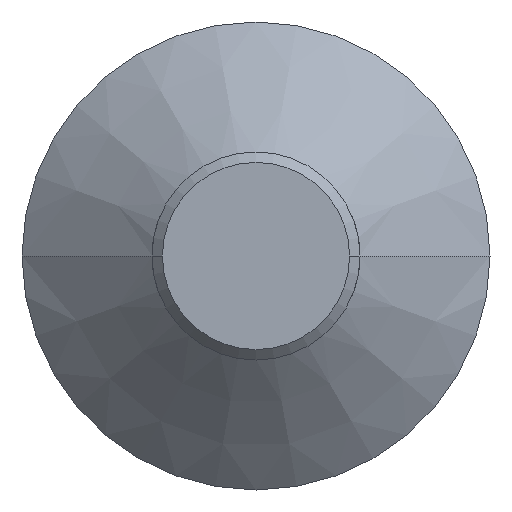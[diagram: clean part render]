
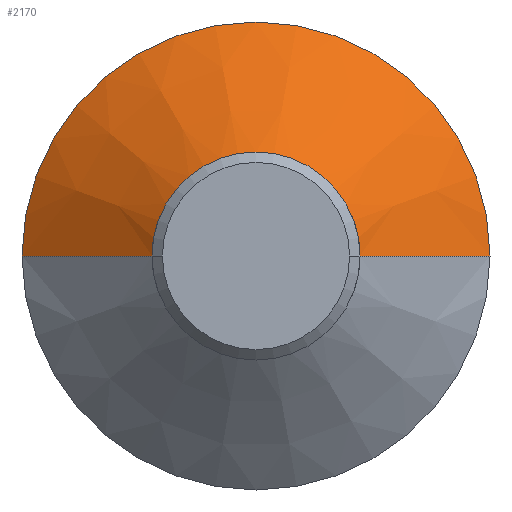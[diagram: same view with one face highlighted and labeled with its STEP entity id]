
A CAD part, front view. The second image highlights one B-rep face of the part: STEP entity #2170.
In plain terms, the highlighted conical face has half-angle 49.97 degrees and reference radius 16.25 mm.
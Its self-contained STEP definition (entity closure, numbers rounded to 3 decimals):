
#1522=DIRECTION('',(-0.643,0.766,0.));
#1523=VECTOR('',#1522,16.325);
#1524=CARTESIAN_POINT('',(13.,10.,0.));
#1525=LINE('',#1524,#1523);
#1526=CARTESIAN_POINT('',(13.,0.,0.));
#1527=DIRECTION('',(1.,0.,0.));
#1528=DIRECTION('',(0.,1.,0.));
#1529=AXIS2_PLACEMENT_3D('',#1526,#1527,#1528);
#1531=DIRECTION('',(-0.643,-0.766,0.));
#1532=VECTOR('',#1531,16.325);
#1533=CARTESIAN_POINT('',(13.,-10.,0.));
#1534=LINE('',#1533,#1532);
#1549=CARTESIAN_POINT('',(2.5,0.,0.));
#1550=DIRECTION('',(1.,0.,0.));
#1551=DIRECTION('',(0.,1.,0.));
#1552=AXIS2_PLACEMENT_3D('',#1549,#1550,#1551);
#1572=CARTESIAN_POINT('',(13.,10.,0.));
#1573=CARTESIAN_POINT('',(2.5,22.5,0.));
#1574=VERTEX_POINT('',#1572);
#1575=VERTEX_POINT('',#1573);
#1582=CARTESIAN_POINT('',(13.,-10.,0.));
#1583=CARTESIAN_POINT('',(2.5,-22.5,0.));
#1584=VERTEX_POINT('',#1582);
#1585=VERTEX_POINT('',#1583);
#2156=CARTESIAN_POINT('',(7.75,0.,0.));
#2157=DIRECTION('',(-1.,0.,0.));
#2158=DIRECTION('',(0.,1.,0.));
#2159=AXIS2_PLACEMENT_3D('',#2156,#2157,#2158);
#2160=CONICAL_SURFACE('',#2159,16.25,49.97);
#2162=ORIENTED_EDGE('',*,*,#2161,.F.);
#2163=ORIENTED_EDGE('',*,*,#1795,.T.);
#2165=ORIENTED_EDGE('',*,*,#2164,.T.);
#2167=ORIENTED_EDGE('',*,*,#2166,.F.);
#2168=EDGE_LOOP('',(#2162,#2163,#2165,#2167));
#2169=FACE_OUTER_BOUND('',#2168,.F.);
#1530=CIRCLE('',#1529,10.);
#1553=CIRCLE('',#1552,22.5);
#1795=EDGE_CURVE('',#1574,#1584,#1530,.T.);
#2161=EDGE_CURVE('',#1574,#1575,#1525,.T.);
#2164=EDGE_CURVE('',#1584,#1585,#1534,.T.);
#2166=EDGE_CURVE('',#1575,#1585,#1553,.T.);
#2170=ADVANCED_FACE('',(#2169),#2160,.T.);
